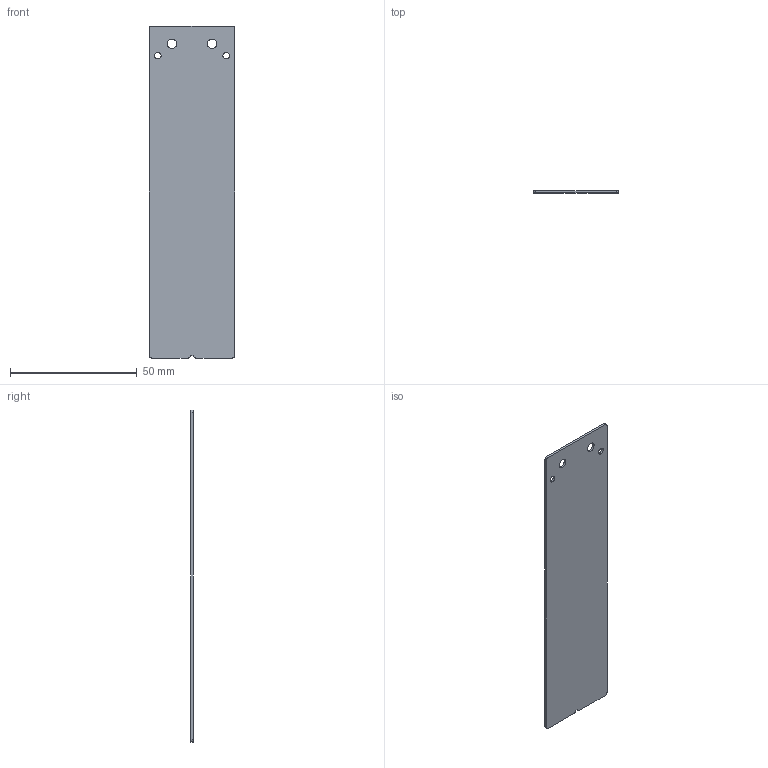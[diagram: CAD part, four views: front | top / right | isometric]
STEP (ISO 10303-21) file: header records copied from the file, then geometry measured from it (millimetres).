
FILE_DESCRIPTION((''),'2;1');
FILE_NAME('PCB_0_8T','2023-01-31T09:02:44',('asus'),(''),'CREO PARAMETRIC BY PTC INC, 2022014','CREO PARAMETRIC BY PTC INC, 2022014','');
FILE_SCHEMA(('CONFIG_CONTROL_DESIGN','SHAPE_APPEARANCE_LAYERS_GROUPS'));
Length unit declared in the file: millimetre
Products named in the file (1): PCB_0_8T
Bounding box: 33.83 x 0.8 x 131 mm (x, y, z)
Volume: 3517.3 mm3; surface area: 9088.1 mm2
Topology: 1 solids, 1 shells, 22 faces, 2929 edges, 2914 vertices
Faces by surface type: cylinder 14, plane 8
Entity records: 27004 total; most frequent: DIRECTION 3021, CARTESIAN_POINT 2992, PRESENTATION_STYLE_ASSIGNMENT 2931, STYLED_ITEM 2931, CURVE_STYLE 2930, VECTOR 2883, LINE 2883, TRIMMED_CURVE 2869
